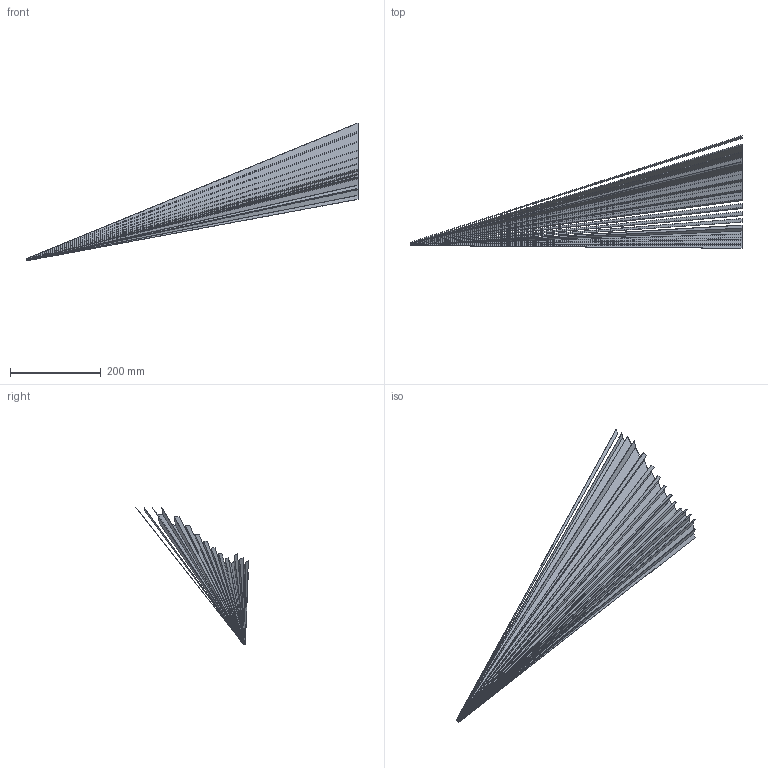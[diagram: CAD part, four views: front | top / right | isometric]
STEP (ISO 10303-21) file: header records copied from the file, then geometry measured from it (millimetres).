
FILE_DESCRIPTION(('FreeCAD Model'),'2;1');
FILE_NAME( 'block_2.step', '2021-06-02T11:34:09',('Author'),(''), 'Open CASCADE STEP processor 7.3','FreeCAD','Unknown');
FILE_SCHEMA(('AUTOMOTIVE_DESIGN { 1 0 10303 214 1 1 1 1 }'));
Length unit declared in the file: millimetre
Products named in the file (1): Part_2
Bounding box: 730 x 247.57 x 303.16 mm (x, y, z)
Volume: 92232.6 mm3; surface area: 622827.1 mm2
Topology: 3 solids, 3 shells, 212 faces, 635 edges, 423 vertices
Faces by surface type: plane 212
Entity records: 14721 total; most frequent: CARTESIAN_POINT 3125, DIRECTION 1747, LINE 1321, VECTOR 1321, ORIENTED_EDGE 1270, PCURVE 1270, DEFINITIONAL_REPRESENTATION 1270, EDGE_CURVE 635
